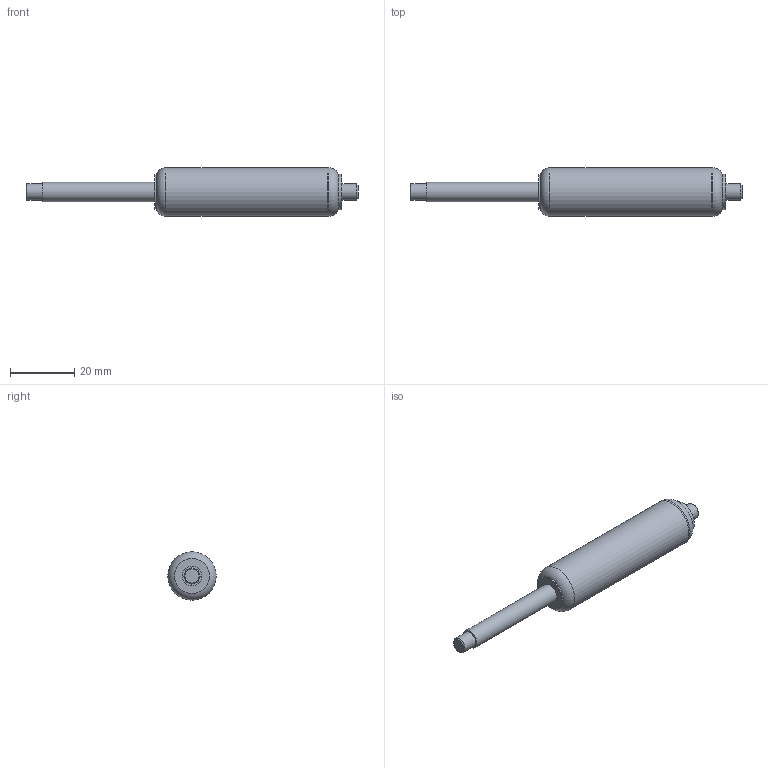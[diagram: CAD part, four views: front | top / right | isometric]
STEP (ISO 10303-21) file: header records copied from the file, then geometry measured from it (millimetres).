
FILE_DESCRIPTION(/* description */ (''),/* implementation_level */ '2;1');
FILE_NAME(/* name */ 'V0V0XE6-025-090--004-000N.stp',/* time_stamp */ '2020-01-14T09:31:02+01:00',/* author */ ('CADNEU'),/* organization */ (''),/* preprocessor_version */ 'ST-DEVELOPER v18',/* originating_system */ 'Autodesk Inventor 2020',/* authorisation */ '');
FILE_SCHEMA (('AUTOMOTIVE_DESIGN { 1 0 10303 214 3 1 1 }'));
Length unit declared in the file: millimetre
Products named in the file (5): V0V0XB6-025-090--004-000N; Zylinder_15-060; Gewindeanschluß_V0_15; Kolbenstange_06-030; Anschluß-Gewinde V0-KST
Assembly tree (4 placements, depth 2):
  V0V0XB6-025-090--004-000N
    Zylinder_15-060
    Gewindeanschluß_V0_15
    Kolbenstange_06-030
    Anschluß-Gewinde V0-KST
Bounding box: 103 x 15 x 15 mm (x, y, z)
Volume: 11159.1 mm3; surface area: 4219.4 mm2
Topology: 4 solids, 4 shells, 22 faces, 53 edges, 40 vertices
Faces by surface type: plane 9, cylinder 7, cone 4, torus 2
Full cylindrical faces by diameter (mm): 5 x2, 6 x1, 10.8 x1, 10.9 x1, 15 x2
Entity records: 919 total; most frequent: DIRECTION 157, CARTESIAN_POINT 124, ORIENTED_EDGE 106, AXIS2_PLACEMENT_3D 73, EDGE_CURVE 53, CIRCLE 42, VERTEX_POINT 40, EDGE_LOOP 23
